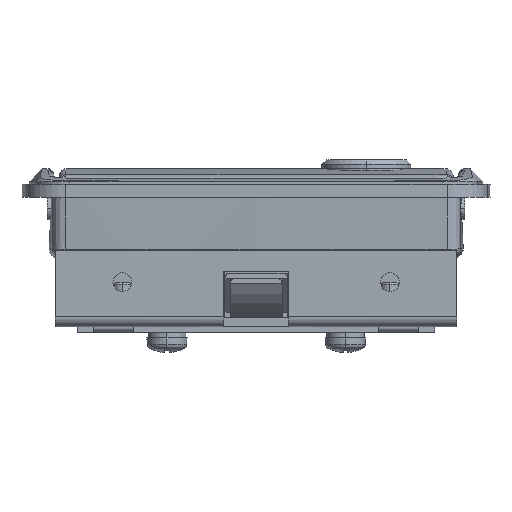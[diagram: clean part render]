
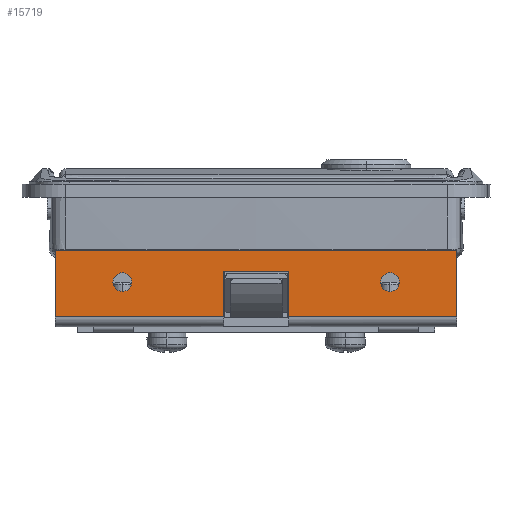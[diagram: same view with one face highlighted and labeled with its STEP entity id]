
A CAD part, left-side view. The second image highlights one B-rep face of the part: STEP entity #15719.
In plain terms, the highlighted face is planar.
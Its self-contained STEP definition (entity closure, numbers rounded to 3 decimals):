
#166 = VERTEX_POINT ( 'NONE', #39304 ) ;
#283 = FACE_BOUND ( 'NONE', #17304, .T. ) ;
#568 = CARTESIAN_POINT ( 'NONE',  ( -32.1, -10., 36. ) ) ;
#740 = VERTEX_POINT ( 'NONE', #6231 ) ;
#968 = EDGE_CURVE ( 'NONE', #740, #19685, #27234, .T. ) ;
#1135 = DIRECTION ( 'NONE',  ( 0., -1., 0. ) ) ;
#1335 = PLANE ( 'NONE',  #20417 ) ;
#1536 = CARTESIAN_POINT ( 'NONE',  ( -7.25, -12.5, 36. ) ) ;
#1661 = DIRECTION ( 'NONE',  ( 1., 0., 0. ) ) ;
#1815 = ORIENTED_EDGE ( 'NONE', *, *, #968, .F. ) ;
#2326 = DIRECTION ( 'NONE',  ( 0., 0., 1. ) ) ;
#2568 = CIRCLE ( 'NONE', #16674, 2.1 ) ;
#3426 = LINE ( 'NONE', #18541, #26937 ) ;
#5555 = DIRECTION ( 'NONE',  ( -1., 0., 0. ) ) ;
#5818 = CARTESIAN_POINT ( 'NONE',  ( 45., -17., 36. ) ) ;
#6161 = ORIENTED_EDGE ( 'NONE', *, *, #18923, .F. ) ;
#6231 = CARTESIAN_POINT ( 'NONE',  ( -27.9, -10., 36. ) ) ;
#7649 = CARTESIAN_POINT ( 'NONE',  ( -45., -2.2, 36. ) ) ;
#7837 = CARTESIAN_POINT ( 'NONE',  ( -7.25, 0., 36. ) ) ;
#7987 = VECTOR ( 'NONE', #20759, 1000. ) ;
#8445 = DIRECTION ( 'NONE',  ( 1., 0., 0. ) ) ;
#8465 = VERTEX_POINT ( 'NONE', #21119 ) ;
#9699 = ORIENTED_EDGE ( 'NONE', *, *, #33487, .T. ) ;
#10163 = CARTESIAN_POINT ( 'NONE',  ( 30., -10., 36. ) ) ;
#10261 = VECTOR ( 'NONE', #29163, 1000. ) ;
#10709 = DIRECTION ( 'NONE',  ( 0., 0., 1. ) ) ;
#11332 = FACE_OUTER_BOUND ( 'NONE', #25021, .T. ) ;
#11350 = AXIS2_PLACEMENT_3D ( 'NONE', #17881, #2326, #8445 ) ;
#11405 = EDGE_CURVE ( 'NONE', #34412, #22057, #30457, .T. ) ;
#11531 = CARTESIAN_POINT ( 'NONE',  ( -45., -17., 36. ) ) ;
#11690 = LINE ( 'NONE', #1536, #39098 ) ;
#12160 = CARTESIAN_POINT ( 'NONE',  ( -30., -10., 36. ) ) ;
#12647 = LINE ( 'NONE', #5818, #21324 ) ;
#12909 = CARTESIAN_POINT ( 'NONE',  ( 7.25, -2.2, 36. ) ) ;
#13686 = ORIENTED_EDGE ( 'NONE', *, *, #24693, .T. ) ;
#13858 = DIRECTION ( 'NONE',  ( 1., 0., 0. ) ) ;
#14140 = LINE ( 'NONE', #16959, #10261 ) ;
#14765 = CARTESIAN_POINT ( 'NONE',  ( 45., -2.2, 36. ) ) ;
#15415 = DIRECTION ( 'NONE',  ( 0., 0., 1. ) ) ;
#15719 = ADVANCED_FACE ( 'NONE', ( #20927, #283, #11332 ), #1335, .T. ) ;
#16674 = AXIS2_PLACEMENT_3D ( 'NONE', #12160, #15415, #36750 ) ;
#16775 = DIRECTION ( 'NONE',  ( 1., 0., 0. ) ) ;
#16868 = DIRECTION ( 'NONE',  ( 0., 1., 0. ) ) ;
#16959 = CARTESIAN_POINT ( 'NONE',  ( 26.125, -2.2, 36. ) ) ;
#17304 = EDGE_LOOP ( 'NONE', ( #32109, #37345 ) ) ;
#17676 = CARTESIAN_POINT ( 'NONE',  ( 45., -17., 36. ) ) ;
#17881 = CARTESIAN_POINT ( 'NONE',  ( 30., -10., 36. ) ) ;
#18541 = CARTESIAN_POINT ( 'NONE',  ( -45., -17., 36. ) ) ;
#18875 = AXIS2_PLACEMENT_3D ( 'NONE', #35218, #22718, #1661 ) ;
#18923 = EDGE_CURVE ( 'NONE', #19685, #740, #2568, .T. ) ;
#19248 = EDGE_CURVE ( 'NONE', #29250, #33181, #33749, .T. ) ;
#19395 = CIRCLE ( 'NONE', #11350, 2.1 ) ;
#19469 = EDGE_LOOP ( 'NONE', ( #1815, #6161 ) ) ;
#19685 = VERTEX_POINT ( 'NONE', #568 ) ;
#20110 = VERTEX_POINT ( 'NONE', #14765 ) ;
#20289 = VECTOR ( 'NONE', #5555, 1000. ) ;
#20299 = EDGE_CURVE ( 'NONE', #166, #8465, #31801, .T. ) ;
#20417 = AXIS2_PLACEMENT_3D ( 'NONE', #35578, #10709, #16775 ) ;
#20658 = EDGE_CURVE ( 'NONE', #29490, #20110, #24307, .T. ) ;
#20759 = DIRECTION ( 'NONE',  ( 0., 1., 0. ) ) ;
#20927 = FACE_BOUND ( 'NONE', #19469, .T. ) ;
#20962 = ORIENTED_EDGE ( 'NONE', *, *, #11405, .F. ) ;
#21119 = CARTESIAN_POINT ( 'NONE',  ( 27.9, -10., 36. ) ) ;
#21324 = VECTOR ( 'NONE', #33476, 1000. ) ;
#21470 = ORIENTED_EDGE ( 'NONE', *, *, #35728, .F. ) ;
#21641 = DIRECTION ( 'NONE',  ( 0., 1., 0. ) ) ;
#21914 = ORIENTED_EDGE ( 'NONE', *, *, #33147, .F. ) ;
#22057 = VERTEX_POINT ( 'NONE', #26126 ) ;
#22718 = DIRECTION ( 'NONE',  ( 0., 0., 1. ) ) ;
#23181 = LINE ( 'NONE', #30152, #20289 ) ;
#23596 = EDGE_CURVE ( 'NONE', #8465, #166, #19395, .T. ) ;
#23958 = ORIENTED_EDGE ( 'NONE', *, *, #20658, .T. ) ;
#24307 = LINE ( 'NONE', #17676, #7987 ) ;
#24693 = EDGE_CURVE ( 'NONE', #34412, #37853, #23181, .T. ) ;
#25021 = EDGE_LOOP ( 'NONE', ( #20962, #13686, #21470, #21914, #23958, #9699, #27840, #36656 ) ) ;
#25679 = CARTESIAN_POINT ( 'NONE',  ( 7.25, 0., 36. ) ) ;
#25903 = VERTEX_POINT ( 'NONE', #11531 ) ;
#26126 = CARTESIAN_POINT ( 'NONE',  ( -7.25, -12.5, 36. ) ) ;
#26937 = VECTOR ( 'NONE', #21641, 1000. ) ;
#27234 = CIRCLE ( 'NONE', #18875, 2.1 ) ;
#27325 = CARTESIAN_POINT ( 'NONE',  ( 45., -17., 36. ) ) ;
#27840 = ORIENTED_EDGE ( 'NONE', *, *, #19248, .F. ) ;
#28154 = CARTESIAN_POINT ( 'NONE',  ( -7.25, -2.2, 36. ) ) ;
#28527 = VECTOR ( 'NONE', #1135, 1000. ) ;
#28866 = DIRECTION ( 'NONE',  ( 1., 0., 0. ) ) ;
#29163 = DIRECTION ( 'NONE',  ( -1., 0., 0. ) ) ;
#29250 = VERTEX_POINT ( 'NONE', #38355 ) ;
#29490 = VERTEX_POINT ( 'NONE', #27325 ) ;
#30152 = CARTESIAN_POINT ( 'NONE',  ( 45., -2.2, 36. ) ) ;
#30457 = LINE ( 'NONE', #7837, #28527 ) ;
#31801 = CIRCLE ( 'NONE', #39597, 2.1 ) ;
#32109 = ORIENTED_EDGE ( 'NONE', *, *, #20299, .F. ) ;
#33147 = EDGE_CURVE ( 'NONE', #29490, #25903, #12647, .T. ) ;
#33181 = VERTEX_POINT ( 'NONE', #12909 ) ;
#33451 = EDGE_CURVE ( 'NONE', #22057, #29250, #11690, .T. ) ;
#33476 = DIRECTION ( 'NONE',  ( -1., 0., 0. ) ) ;
#33487 = EDGE_CURVE ( 'NONE', #20110, #33181, #14140, .T. ) ;
#33749 = LINE ( 'NONE', #25679, #39036 ) ;
#34412 = VERTEX_POINT ( 'NONE', #28154 ) ;
#35218 = CARTESIAN_POINT ( 'NONE',  ( -30., -10., 36. ) ) ;
#35578 = CARTESIAN_POINT ( 'NONE',  ( 45., -17., 36. ) ) ;
#35728 = EDGE_CURVE ( 'NONE', #25903, #37853, #3426, .T. ) ;
#36656 = ORIENTED_EDGE ( 'NONE', *, *, #33451, .F. ) ;
#36750 = DIRECTION ( 'NONE',  ( 1., 0., 0. ) ) ;
#37345 = ORIENTED_EDGE ( 'NONE', *, *, #23596, .F. ) ;
#37579 = DIRECTION ( 'NONE',  ( 0., 0., 1. ) ) ;
#37853 = VERTEX_POINT ( 'NONE', #7649 ) ;
#38355 = CARTESIAN_POINT ( 'NONE',  ( 7.25, -12.5, 36. ) ) ;
#39036 = VECTOR ( 'NONE', #16868, 1000. ) ;
#39098 = VECTOR ( 'NONE', #13858, 1000. ) ;
#39304 = CARTESIAN_POINT ( 'NONE',  ( 32.1, -10., 36. ) ) ;
#39597 = AXIS2_PLACEMENT_3D ( 'NONE', #10163, #37579, #28866 ) ;
